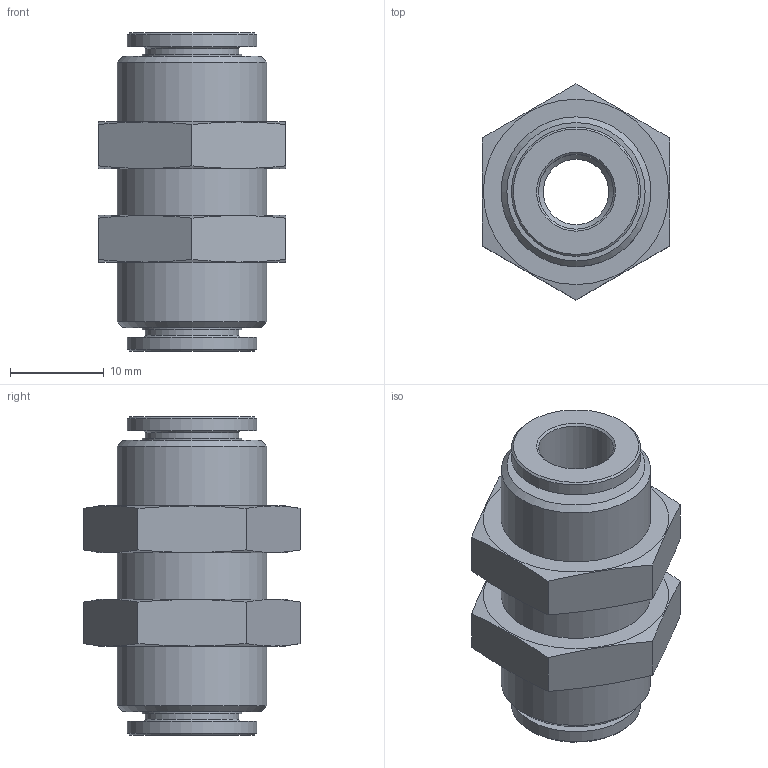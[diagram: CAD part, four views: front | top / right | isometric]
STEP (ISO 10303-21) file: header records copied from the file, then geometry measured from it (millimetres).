
FILE_DESCRIPTION(/* description */ ('STEP AP214'),/* implementation_level */ '2;1');
FILE_NAME(/* name */ '578301_NPQH-H-Q8-E-P10',/* time_stamp */ '2024-09-11T14:10:35+02:00',/* author */ ('License CC BY-ND 4.0'),/* organization */ ('CADENAS'),/* preprocessor_version */ 'ST-DEVELOPER v19.3',/* originating_system */ 'PARTsolutions',/* authorisation */ ' ');
FILE_SCHEMA (('AUTOMOTIVE_DESIGN {1 0 10303 214 3 1 1}'));
Length unit declared in the file: millimetre
Products named in the file (3): 578301 NPQH-H-Q8-E-P10; 578301 NPQH-H-Q8-E-P10_p; Flachmutter M16x1-5-20
Assembly tree (3 placements, depth 2):
  578301 NPQH-H-Q8-E-P10
    578301 NPQH-H-Q8-E-P10_p
    Flachmutter M16x1-5-20  x2
Bounding box: 20 x 23.09 x 34 mm (x, y, z)
Volume: 6404.1 mm3; surface area: 4797.4 mm2
Topology: 3 solids, 3 shells, 54 faces, 110 edges, 68 vertices
Faces by surface type: plane 24, cone 18, cylinder 12
Full cylindrical faces by diameter (mm): 7 x1, 8 x2, 10 x2, 10.6 x2, 13.8 x2, 14.917 x2, 16 x1
Entity records: 1008 total; most frequent: CARTESIAN_POINT 191, DIRECTION 164, ORIENTED_EDGE 104, AXIS2_PLACEMENT_3D 79, EDGE_LOOP 76, FACE_BOUND 76, EDGE_CURVE 52, VERTEX_POINT 46
